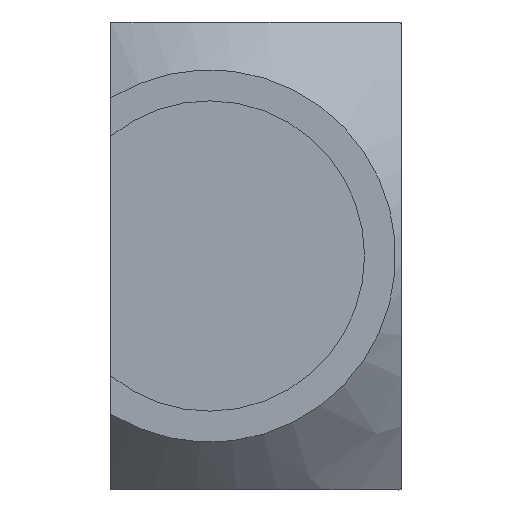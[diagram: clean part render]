
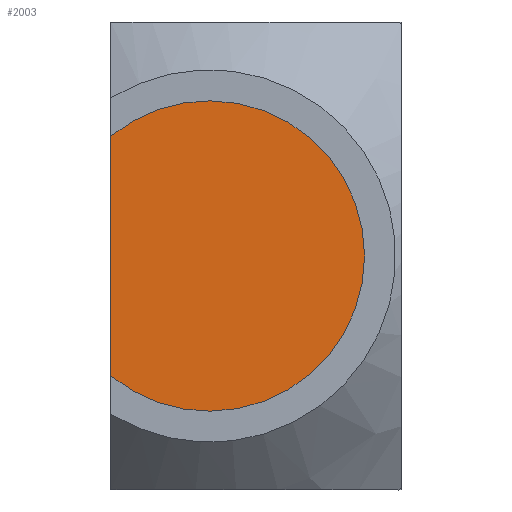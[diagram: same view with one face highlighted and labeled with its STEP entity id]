
A CAD part, front view. The second image highlights one B-rep face of the part: STEP entity #2003.
In plain terms, the highlighted face is planar.
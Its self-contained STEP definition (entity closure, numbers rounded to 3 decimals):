
#75=PLANE('',#2205);
#174=FACE_OUTER_BOUND('',#275,.T.);
#275=EDGE_LOOP('',(#1743,#1744));
#370=CIRCLE('',#2206,5.);
#552=LINE('',#3343,#755);
#755=VECTOR('',#2741,10.);
#959=VERTEX_POINT('',#3340);
#960=VERTEX_POINT('',#3342);
#1241=EDGE_CURVE('',#960,#959,#552,.T.);
#1265=EDGE_CURVE('',#959,#960,#370,.T.);
#1743=ORIENTED_EDGE('',*,*,#1241,.T.);
#1744=ORIENTED_EDGE('',*,*,#1265,.T.);
#2003=ADVANCED_FACE('',(#174),#75,.T.);
#2205=AXIS2_PLACEMENT_3D('',#3393,#2776,#2777);
#2206=AXIS2_PLACEMENT_3D('',#3394,#2778,#2779);
#2741=DIRECTION('',(0.,-1.,0.));
#2776=DIRECTION('center_axis',(-1.,0.,0.));
#2777=DIRECTION('ref_axis',(0.,0.,1.));
#2778=DIRECTION('center_axis',(-1.,0.,0.));
#2779=DIRECTION('ref_axis',(0.,-1.,0.));
#3340=CARTESIAN_POINT('',(-53.14,132.837,-1.27));
#3342=CARTESIAN_POINT('',(-53.14,140.563,-1.27));
#3343=CARTESIAN_POINT('',(-53.14,136.065,-1.27));
#3393=CARTESIAN_POINT('Origin',(-53.14,132.89,-4.445));
#3394=CARTESIAN_POINT('Origin',(-53.14,136.7,1.905));
